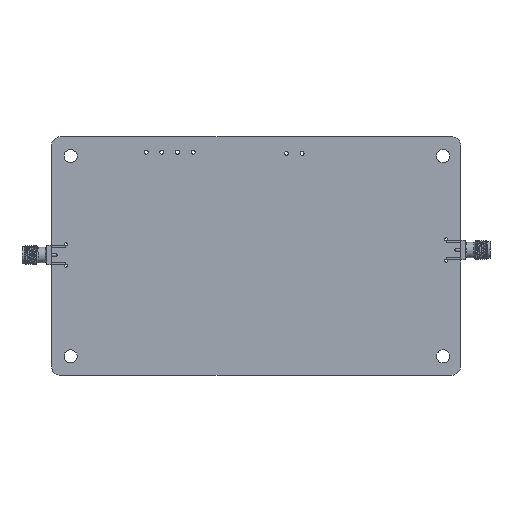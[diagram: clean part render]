
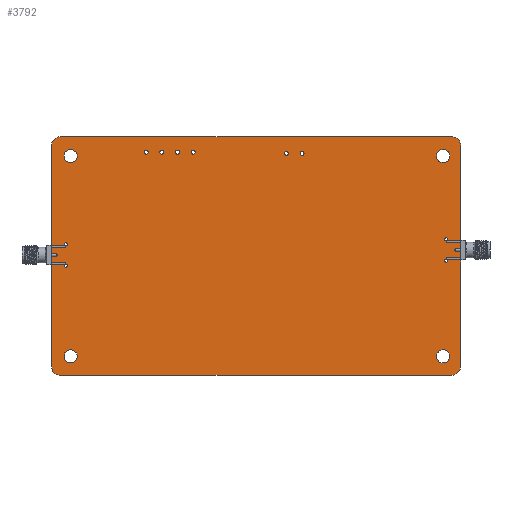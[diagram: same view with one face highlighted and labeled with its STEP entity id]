
A CAD part, top view. The second image highlights one B-rep face of the part: STEP entity #3792.
In plain terms, the highlighted planar face has unit normal (0, 0, 1).
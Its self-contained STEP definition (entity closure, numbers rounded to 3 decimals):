
#3457 = VERTEX_POINT('',#3458);
#3458 = CARTESIAN_POINT('',(63.445,38.75,1.6));
#3464 = EDGE_CURVE('',#3457,#3465,#3467,.T.);
#3465 = VERTEX_POINT('',#3466);
#3466 = CARTESIAN_POINT('',(66.443,35.918,1.6));
#3467 = CIRCLE('',#3468,2.998);
#3468 = AXIS2_PLACEMENT_3D('',#3469,#3470,#3471);
#3469 = CARTESIAN_POINT('',(63.449,35.752,1.6));
#3470 = DIRECTION('',(0.,0.,-1.));
#3471 = DIRECTION('',(-0.001,1.,0.));
#3499 = VERTEX_POINT('',#3500);
#3500 = CARTESIAN_POINT('',(-63.445,38.75,1.6));
#3506 = EDGE_CURVE('',#3499,#3457,#3507,.T.);
#3507 = LINE('',#3508,#3509);
#3508 = CARTESIAN_POINT('',(-63.445,38.75,1.6));
#3509 = VECTOR('',#3510,1.);
#3510 = DIRECTION('',(1.,0.,0.));
#3528 = EDGE_CURVE('',#3465,#3529,#3531,.T.);
#3529 = VERTEX_POINT('',#3530);
#3530 = CARTESIAN_POINT('',(66.445,35.75,1.6));
#3531 = LINE('',#3532,#3533);
#3532 = CARTESIAN_POINT('',(66.443,35.918,1.6));
#3533 = VECTOR('',#3534,1.);
#3534 = DIRECTION('',(0.014,-1.,0.));
#3792 = ADVANCED_FACE('',(#3793,#3871,#3882,#3893,#3904,#3915,#3926,
    #3937,#3948,#3959,#3970,#3981,#3992,#4003,#4014),#4025,.T.);
#3793 = FACE_BOUND('',#3794,.T.);
#3794 = EDGE_LOOP('',(#3795,#3796,#3797,#3805,#3814,#3822,#3830,#3839,
    #3847,#3855,#3864,#3870));
#3795 = ORIENTED_EDGE('',*,*,#3464,.F.);
#3796 = ORIENTED_EDGE('',*,*,#3506,.F.);
#3797 = ORIENTED_EDGE('',*,*,#3798,.F.);
#3798 = EDGE_CURVE('',#3799,#3499,#3801,.T.);
#3799 = VERTEX_POINT('',#3800);
#3800 = CARTESIAN_POINT('',(-63.613,38.748,1.6));
#3801 = LINE('',#3802,#3803);
#3802 = CARTESIAN_POINT('',(-63.613,38.748,1.6));
#3803 = VECTOR('',#3804,1.);
#3804 = DIRECTION('',(1.,0.014,0.));
#3805 = ORIENTED_EDGE('',*,*,#3806,.F.);
#3806 = EDGE_CURVE('',#3807,#3799,#3809,.T.);
#3807 = VERTEX_POINT('',#3808);
#3808 = CARTESIAN_POINT('',(-66.445,35.75,1.6));
#3809 = CIRCLE('',#3810,2.998);
#3810 = AXIS2_PLACEMENT_3D('',#3811,#3812,#3813);
#3811 = CARTESIAN_POINT('',(-63.447,35.754,1.6));
#3812 = DIRECTION('',(0.,0.,-1.));
#3813 = DIRECTION('',(-1.,-0.001,-0.));
#3814 = ORIENTED_EDGE('',*,*,#3815,.F.);
#3815 = EDGE_CURVE('',#3816,#3807,#3818,.T.);
#3816 = VERTEX_POINT('',#3817);
#3817 = CARTESIAN_POINT('',(-66.445,-35.75,1.6));
#3818 = LINE('',#3819,#3820);
#3819 = CARTESIAN_POINT('',(-66.445,-35.75,1.6));
#3820 = VECTOR('',#3821,1.);
#3821 = DIRECTION('',(0.,1.,0.));
#3822 = ORIENTED_EDGE('',*,*,#3823,.F.);
#3823 = EDGE_CURVE('',#3824,#3816,#3826,.T.);
#3824 = VERTEX_POINT('',#3825);
#3825 = CARTESIAN_POINT('',(-66.443,-35.918,1.6));
#3826 = LINE('',#3827,#3828);
#3827 = CARTESIAN_POINT('',(-66.443,-35.918,1.6));
#3828 = VECTOR('',#3829,1.);
#3829 = DIRECTION('',(-0.014,1.,0.));
#3830 = ORIENTED_EDGE('',*,*,#3831,.F.);
#3831 = EDGE_CURVE('',#3832,#3824,#3834,.T.);
#3832 = VERTEX_POINT('',#3833);
#3833 = CARTESIAN_POINT('',(-63.445,-38.75,1.6));
#3834 = CIRCLE('',#3835,2.998);
#3835 = AXIS2_PLACEMENT_3D('',#3836,#3837,#3838);
#3836 = CARTESIAN_POINT('',(-63.449,-35.752,1.6));
#3837 = DIRECTION('',(0.,0.,-1.));
#3838 = DIRECTION('',(0.001,-1.,0.));
#3839 = ORIENTED_EDGE('',*,*,#3840,.F.);
#3840 = EDGE_CURVE('',#3841,#3832,#3843,.T.);
#3841 = VERTEX_POINT('',#3842);
#3842 = CARTESIAN_POINT('',(63.445,-38.75,1.6));
#3843 = LINE('',#3844,#3845);
#3844 = CARTESIAN_POINT('',(63.445,-38.75,1.6));
#3845 = VECTOR('',#3846,1.);
#3846 = DIRECTION('',(-1.,0.,0.));
#3847 = ORIENTED_EDGE('',*,*,#3848,.F.);
#3848 = EDGE_CURVE('',#3849,#3841,#3851,.T.);
#3849 = VERTEX_POINT('',#3850);
#3850 = CARTESIAN_POINT('',(63.613,-38.748,1.6));
#3851 = LINE('',#3852,#3853);
#3852 = CARTESIAN_POINT('',(63.613,-38.748,1.6));
#3853 = VECTOR('',#3854,1.);
#3854 = DIRECTION('',(-1.,-0.013,0.));
#3855 = ORIENTED_EDGE('',*,*,#3856,.F.);
#3856 = EDGE_CURVE('',#3857,#3849,#3859,.T.);
#3857 = VERTEX_POINT('',#3858);
#3858 = CARTESIAN_POINT('',(66.445,-35.75,1.6));
#3859 = CIRCLE('',#3860,2.998);
#3860 = AXIS2_PLACEMENT_3D('',#3861,#3862,#3863);
#3861 = CARTESIAN_POINT('',(63.447,-35.754,1.6));
#3862 = DIRECTION('',(0.,0.,-1.));
#3863 = DIRECTION('',(1.,0.001,0.));
#3864 = ORIENTED_EDGE('',*,*,#3865,.F.);
#3865 = EDGE_CURVE('',#3529,#3857,#3866,.T.);
#3866 = LINE('',#3867,#3868);
#3867 = CARTESIAN_POINT('',(66.445,35.75,1.6));
#3868 = VECTOR('',#3869,1.);
#3869 = DIRECTION('',(0.,-1.,0.));
#3870 = ORIENTED_EDGE('',*,*,#3528,.F.);
#3871 = FACE_BOUND('',#3872,.T.);
#3872 = EDGE_LOOP('',(#3873));
#3873 = ORIENTED_EDGE('',*,*,#3874,.T.);
#3874 = EDGE_CURVE('',#3875,#3875,#3877,.T.);
#3875 = VERTEX_POINT('',#3876);
#3876 = CARTESIAN_POINT('',(-60.224,-34.714,1.6));
#3877 = CIRCLE('',#3878,2.15);
#3878 = AXIS2_PLACEMENT_3D('',#3879,#3880,#3881);
#3879 = CARTESIAN_POINT('',(-60.224,-32.564,1.6));
#3880 = DIRECTION('',(-0.,0.,-1.));
#3881 = DIRECTION('',(-0.,-1.,0.));
#3882 = FACE_BOUND('',#3883,.T.);
#3883 = EDGE_LOOP('',(#3884));
#3884 = ORIENTED_EDGE('',*,*,#3885,.T.);
#3885 = EDGE_CURVE('',#3886,#3886,#3888,.T.);
#3886 = VERTEX_POINT('',#3887);
#3887 = CARTESIAN_POINT('',(-61.741,-3.667,1.6));
#3888 = CIRCLE('',#3889,0.5);
#3889 = AXIS2_PLACEMENT_3D('',#3890,#3891,#3892);
#3890 = CARTESIAN_POINT('',(-61.741,-3.167,1.6));
#3891 = DIRECTION('',(-0.,0.,-1.));
#3892 = DIRECTION('',(-0.,-1.,0.));
#3893 = FACE_BOUND('',#3894,.T.);
#3894 = EDGE_LOOP('',(#3895));
#3895 = ORIENTED_EDGE('',*,*,#3896,.T.);
#3896 = EDGE_CURVE('',#3897,#3897,#3899,.T.);
#3897 = VERTEX_POINT('',#3898);
#3898 = CARTESIAN_POINT('',(60.776,-34.714,1.6));
#3899 = CIRCLE('',#3900,2.15);
#3900 = AXIS2_PLACEMENT_3D('',#3901,#3902,#3903);
#3901 = CARTESIAN_POINT('',(60.776,-32.564,1.6));
#3902 = DIRECTION('',(-0.,0.,-1.));
#3903 = DIRECTION('',(-0.,-1.,0.));
#3904 = FACE_BOUND('',#3905,.T.);
#3905 = EDGE_LOOP('',(#3906));
#3906 = ORIENTED_EDGE('',*,*,#3907,.T.);
#3907 = EDGE_CURVE('',#3908,#3908,#3910,.T.);
#3908 = VERTEX_POINT('',#3909);
#3909 = CARTESIAN_POINT('',(61.693,-2.047,1.6));
#3910 = CIRCLE('',#3911,0.5);
#3911 = AXIS2_PLACEMENT_3D('',#3912,#3913,#3914);
#3912 = CARTESIAN_POINT('',(61.693,-1.547,1.6));
#3913 = DIRECTION('',(-0.,0.,-1.));
#3914 = DIRECTION('',(-0.,-1.,0.));
#3915 = FACE_BOUND('',#3916,.T.);
#3916 = EDGE_LOOP('',(#3917));
#3917 = ORIENTED_EDGE('',*,*,#3918,.T.);
#3918 = EDGE_CURVE('',#3919,#3919,#3921,.T.);
#3919 = VERTEX_POINT('',#3920);
#3920 = CARTESIAN_POINT('',(-61.741,3.333,1.6));
#3921 = CIRCLE('',#3922,0.5);
#3922 = AXIS2_PLACEMENT_3D('',#3923,#3924,#3925);
#3923 = CARTESIAN_POINT('',(-61.741,3.833,1.6));
#3924 = DIRECTION('',(-0.,0.,-1.));
#3925 = DIRECTION('',(-0.,-1.,0.));
#3926 = FACE_BOUND('',#3927,.T.);
#3927 = EDGE_LOOP('',(#3928));
#3928 = ORIENTED_EDGE('',*,*,#3929,.T.);
#3929 = EDGE_CURVE('',#3930,#3930,#3932,.T.);
#3930 = VERTEX_POINT('',#3931);
#3931 = CARTESIAN_POINT('',(-60.224,30.286,1.6));
#3932 = CIRCLE('',#3933,2.15);
#3933 = AXIS2_PLACEMENT_3D('',#3934,#3935,#3936);
#3934 = CARTESIAN_POINT('',(-60.224,32.436,1.6));
#3935 = DIRECTION('',(-0.,0.,-1.));
#3936 = DIRECTION('',(-0.,-1.,0.));
#3937 = FACE_BOUND('',#3938,.T.);
#3938 = EDGE_LOOP('',(#3939));
#3939 = ORIENTED_EDGE('',*,*,#3940,.T.);
#3940 = EDGE_CURVE('',#3941,#3941,#3943,.T.);
#3941 = VERTEX_POINT('',#3942);
#3942 = CARTESIAN_POINT('',(-35.677,33.047,1.6));
#3943 = CIRCLE('',#3944,0.65);
#3944 = AXIS2_PLACEMENT_3D('',#3945,#3946,#3947);
#3945 = CARTESIAN_POINT('',(-35.677,33.697,1.6));
#3946 = DIRECTION('',(-0.,0.,-1.));
#3947 = DIRECTION('',(-0.,-1.,0.));
#3948 = FACE_BOUND('',#3949,.T.);
#3949 = EDGE_LOOP('',(#3950));
#3950 = ORIENTED_EDGE('',*,*,#3951,.T.);
#3951 = EDGE_CURVE('',#3952,#3952,#3954,.T.);
#3952 = VERTEX_POINT('',#3953);
#3953 = CARTESIAN_POINT('',(-30.597,33.047,1.6));
#3954 = CIRCLE('',#3955,0.65);
#3955 = AXIS2_PLACEMENT_3D('',#3956,#3957,#3958);
#3956 = CARTESIAN_POINT('',(-30.597,33.697,1.6));
#3957 = DIRECTION('',(-0.,0.,-1.));
#3958 = DIRECTION('',(0.,-1.,-0.));
#3959 = FACE_BOUND('',#3960,.T.);
#3960 = EDGE_LOOP('',(#3961));
#3961 = ORIENTED_EDGE('',*,*,#3962,.T.);
#3962 = EDGE_CURVE('',#3963,#3963,#3965,.T.);
#3963 = VERTEX_POINT('',#3964);
#3964 = CARTESIAN_POINT('',(-25.517,33.047,1.6));
#3965 = CIRCLE('',#3966,0.65);
#3966 = AXIS2_PLACEMENT_3D('',#3967,#3968,#3969);
#3967 = CARTESIAN_POINT('',(-25.517,33.697,1.6));
#3968 = DIRECTION('',(-0.,0.,-1.));
#3969 = DIRECTION('',(-0.,-1.,0.));
#3970 = FACE_BOUND('',#3971,.T.);
#3971 = EDGE_LOOP('',(#3972));
#3972 = ORIENTED_EDGE('',*,*,#3973,.T.);
#3973 = EDGE_CURVE('',#3974,#3974,#3976,.T.);
#3974 = VERTEX_POINT('',#3975);
#3975 = CARTESIAN_POINT('',(-20.437,33.047,1.6));
#3976 = CIRCLE('',#3977,0.65);
#3977 = AXIS2_PLACEMENT_3D('',#3978,#3979,#3980);
#3978 = CARTESIAN_POINT('',(-20.437,33.697,1.6));
#3979 = DIRECTION('',(-0.,0.,-1.));
#3980 = DIRECTION('',(-0.,-1.,0.));
#3981 = FACE_BOUND('',#3982,.T.);
#3982 = EDGE_LOOP('',(#3983));
#3983 = ORIENTED_EDGE('',*,*,#3984,.T.);
#3984 = EDGE_CURVE('',#3985,#3985,#3987,.T.);
#3985 = VERTEX_POINT('',#3986);
#3986 = CARTESIAN_POINT('',(61.693,4.953,1.6));
#3987 = CIRCLE('',#3988,0.5);
#3988 = AXIS2_PLACEMENT_3D('',#3989,#3990,#3991);
#3989 = CARTESIAN_POINT('',(61.693,5.453,1.6));
#3990 = DIRECTION('',(-0.,0.,-1.));
#3991 = DIRECTION('',(-0.,-1.,0.));
#3992 = FACE_BOUND('',#3993,.T.);
#3993 = EDGE_LOOP('',(#3994));
#3994 = ORIENTED_EDGE('',*,*,#3995,.T.);
#3995 = EDGE_CURVE('',#3996,#3996,#3998,.T.);
#3996 = VERTEX_POINT('',#3997);
#3997 = CARTESIAN_POINT('',(9.838,32.65,1.6));
#3998 = CIRCLE('',#3999,0.648);
#3999 = AXIS2_PLACEMENT_3D('',#4000,#4001,#4002);
#4000 = CARTESIAN_POINT('',(9.838,33.297,1.6));
#4001 = DIRECTION('',(-0.,0.,-1.));
#4002 = DIRECTION('',(-0.,-1.,0.));
#4003 = FACE_BOUND('',#4004,.T.);
#4004 = EDGE_LOOP('',(#4005));
#4005 = ORIENTED_EDGE('',*,*,#4006,.T.);
#4006 = EDGE_CURVE('',#4007,#4007,#4009,.T.);
#4007 = VERTEX_POINT('',#4008);
#4008 = CARTESIAN_POINT('',(14.918,32.65,1.6));
#4009 = CIRCLE('',#4010,0.648);
#4010 = AXIS2_PLACEMENT_3D('',#4011,#4012,#4013);
#4011 = CARTESIAN_POINT('',(14.918,33.297,1.6));
#4012 = DIRECTION('',(-0.,0.,-1.));
#4013 = DIRECTION('',(-0.,-1.,0.));
#4014 = FACE_BOUND('',#4015,.T.);
#4015 = EDGE_LOOP('',(#4016));
#4016 = ORIENTED_EDGE('',*,*,#4017,.T.);
#4017 = EDGE_CURVE('',#4018,#4018,#4020,.T.);
#4018 = VERTEX_POINT('',#4019);
#4019 = CARTESIAN_POINT('',(60.776,30.286,1.6));
#4020 = CIRCLE('',#4021,2.15);
#4021 = AXIS2_PLACEMENT_3D('',#4022,#4023,#4024);
#4022 = CARTESIAN_POINT('',(60.776,32.436,1.6));
#4023 = DIRECTION('',(-0.,0.,-1.));
#4024 = DIRECTION('',(-0.,-1.,0.));
#4025 = PLANE('',#4026);
#4026 = AXIS2_PLACEMENT_3D('',#4027,#4028,#4029);
#4027 = CARTESIAN_POINT('',(0.,0.,1.6));
#4028 = DIRECTION('',(0.,0.,1.));
#4029 = DIRECTION('',(1.,0.,-0.));
